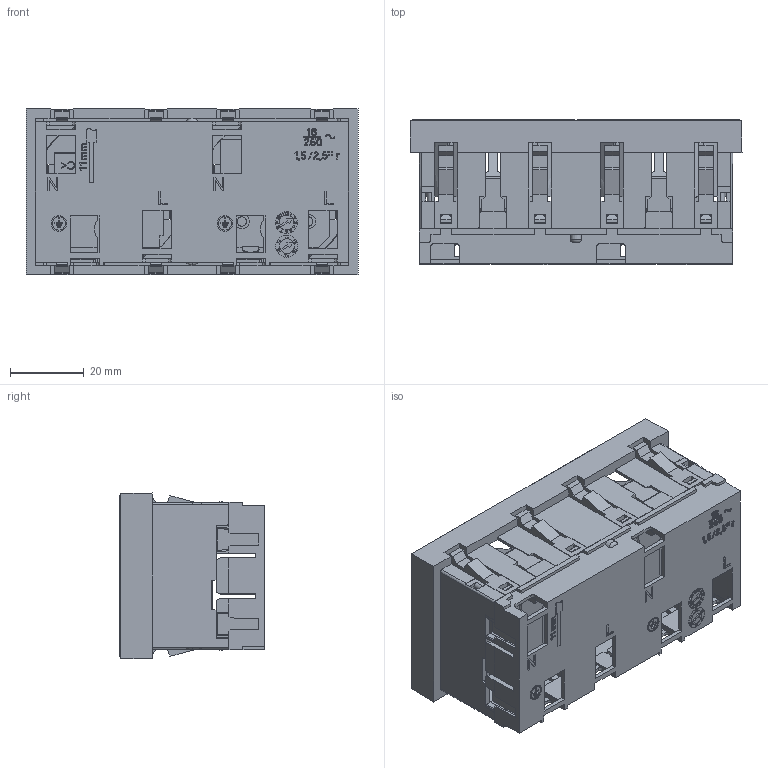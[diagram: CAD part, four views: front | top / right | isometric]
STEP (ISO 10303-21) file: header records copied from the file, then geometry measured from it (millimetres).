
FILE_DESCRIPTION (( 'STEP AP214' ), '1' );
FILE_NAME ('6120024_KSTP1.stp', '2025-09-30T08:26:08', ( '' ), ( '' ), 'SwSTEP 2.0', 'SolidWorks 2024', '' );
FILE_SCHEMA (( 'AUTOMOTIVE_DESIGN' ));
Length unit declared in the file: millimetre
Products named in the file (8): 6120024_KSTP1; 043999.stp; 044037.stp; 077655_ASM.stp; 053108_ASM.stp; 044679.stp; 6120022_KSTP1.stp; 044033.stp
Assembly tree (9 placements, depth 4):
  6120024_KSTP1
    6120022_KSTP1.stp
      053108_ASM.stp
        043999.stp  x2
      077655_ASM.stp
        044033.stp
        044679.stp  x2
      044037.stp
Bounding box: 90 x 39.45 x 45 mm (x, y, z)
Volume: 35406.5 mm3; surface area: 48190.2 mm2
Topology: 6 solids, 6 shells, 2556 faces, 7327 edges, 4818 vertices
Faces by surface type: plane 2037, cylinder 227, bspline 146, cone 123, torus 23
Entity records: 88032 total; most frequent: CARTESIAN_POINT 25586, ORIENTED_EDGE 13962, DIRECTION 11258, EDGE_CURVE 6981, LINE 5692, VECTOR 5692, VERTEX_POINT 4595, AXIS2_PLACEMENT_3D 2783
